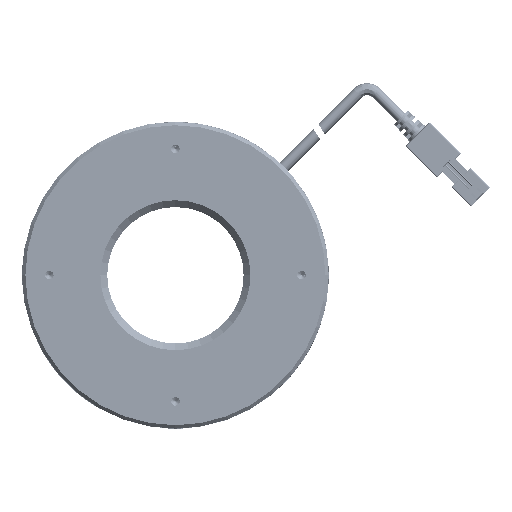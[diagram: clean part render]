
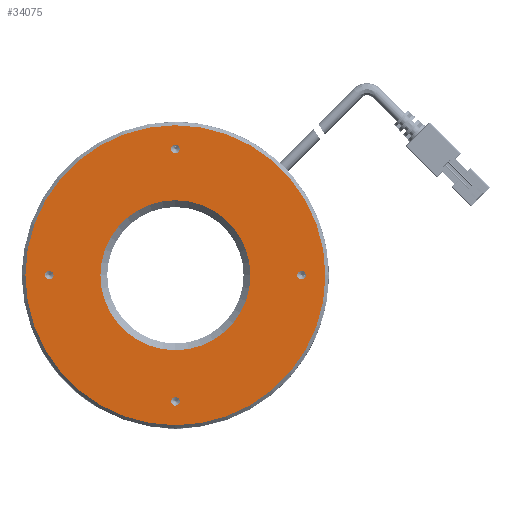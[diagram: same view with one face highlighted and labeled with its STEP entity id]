
A CAD part, front view. The second image highlights one B-rep face of the part: STEP entity #34075.
In plain terms, the highlighted planar face has unit normal (0, -1, 0).
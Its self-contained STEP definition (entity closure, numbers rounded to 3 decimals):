
#682 = DIRECTION ( 'NONE',  ( 0., 1., 0. ) ) ;
#2073 = EDGE_LOOP ( 'NONE', ( #57389, #48888 ) ) ;
#2318 = AXIS2_PLACEMENT_3D ( 'NONE', #179881, #86582, #195572 ) ;
#2855 = ORIENTED_EDGE ( 'NONE', *, *, #74895, .F. ) ;
#3643 = DIRECTION ( 'NONE',  ( 0., -1., 0. ) ) ;
#6174 = CARTESIAN_POINT ( 'NONE',  ( -113.148, 20.94, 1.667 ) ) ;
#6316 = VERTEX_POINT ( 'NONE', #47416 ) ;
#12304 = CARTESIAN_POINT ( 'NONE',  ( -152.648, 20.94, 38.667 ) ) ;
#20318 = CARTESIAN_POINT ( 'NONE',  ( -151.398, 20.94, 38.667 ) ) ;
#20625 = FACE_BOUND ( 'NONE', #177044, .T. ) ;
#21572 = CARTESIAN_POINT ( 'NONE',  ( -94.398, 20.94, 38.667 ) ) ;
#23662 = VERTEX_POINT ( 'NONE', #179755 ) ;
#24738 = VERTEX_POINT ( 'NONE', #106952 ) ;
#26256 = CARTESIAN_POINT ( 'NONE',  ( -77.398, 20.94, 38.667 ) ) ;
#26772 = EDGE_CURVE ( 'NONE', #49863, #86734, #118152, .T. ) ;
#31060 = CARTESIAN_POINT ( 'NONE',  ( -114.398, 20.94, 38.667 ) ) ;
#32382 = CARTESIAN_POINT ( 'NONE',  ( -78.648, 20.94, 38.667 ) ) ;
#34075 = ADVANCED_FACE ( 'NONE', ( #191385, #62121, #66990, #149808, #20625, #145025 ), #161219, .F. ) ;
#36008 = DIRECTION ( 'NONE',  ( 1., 0., 0. ) ) ;
#37258 = DIRECTION ( 'NONE',  ( -1., 0., 0. ) ) ;
#38745 = CIRCLE ( 'NONE', #108077, 1.25 ) ;
#39647 = ORIENTED_EDGE ( 'NONE', *, *, #26772, .F. ) ;
#39810 = AXIS2_PLACEMENT_3D ( 'NONE', #94070, #682, #109638 ) ;
#41702 = DIRECTION ( 'NONE',  ( 0., -1., 0. ) ) ;
#41938 = DIRECTION ( 'NONE',  ( 1., 0., 0. ) ) ;
#45745 = CARTESIAN_POINT ( 'NONE',  ( -114.398, 20.94, 1.667 ) ) ;
#46726 = DIRECTION ( 'NONE',  ( 1., 0., 0. ) ) ;
#47042 = EDGE_CURVE ( 'NONE', #70619, #107701, #75312, .T. ) ;
#47416 = CARTESIAN_POINT ( 'NONE',  ( -115.648, 20.94, 1.667 ) ) ;
#47460 = EDGE_CURVE ( 'NONE', #23662, #65148, #174847, .T. ) ;
#48508 = VERTEX_POINT ( 'NONE', #12304 ) ;
#48888 = ORIENTED_EDGE ( 'NONE', *, *, #121008, .F. ) ;
#49863 = VERTEX_POINT ( 'NONE', #139839 ) ;
#53464 = CIRCLE ( 'NONE', #60343, 1.25 ) ;
#55862 = DIRECTION ( 'NONE',  ( 0., 1., 0. ) ) ;
#56006 = CIRCLE ( 'NONE', #114341, 1.25 ) ;
#56227 = CIRCLE ( 'NONE', #181574, 1.25 ) ;
#57389 = ORIENTED_EDGE ( 'NONE', *, *, #47042, .F. ) ;
#60343 = AXIS2_PLACEMENT_3D ( 'NONE', #134967, #41702, #150684 ) ;
#61459 = DIRECTION ( 'NONE',  ( 1., 0., 0. ) ) ;
#62121 = FACE_BOUND ( 'NONE', #168352, .T. ) ;
#65148 = VERTEX_POINT ( 'NONE', #195386 ) ;
#66990 = FACE_BOUND ( 'NONE', #194894, .T. ) ;
#67132 = EDGE_CURVE ( 'NONE', #87420, #6316, #56006, .T. ) ;
#67821 = AXIS2_PLACEMENT_3D ( 'NONE', #21572, #130573, #37258 ) ;
#69766 = ORIENTED_EDGE ( 'NONE', *, *, #76903, .F. ) ;
#70619 = VERTEX_POINT ( 'NONE', #113026 ) ;
#73227 = CARTESIAN_POINT ( 'NONE',  ( -114.398, 20.94, 1.667 ) ) ;
#74771 = DIRECTION ( 'NONE',  ( 0., -1., 0. ) ) ;
#74895 = EDGE_CURVE ( 'NONE', #179185, #48508, #53464, .T. ) ;
#75312 = CIRCLE ( 'NONE', #39810, 44. ) ;
#76614 = EDGE_LOOP ( 'NONE', ( #198348, #106194 ) ) ;
#76903 = EDGE_CURVE ( 'NONE', #48508, #179185, #56227, .T. ) ;
#81686 = EDGE_CURVE ( 'NONE', #6316, #87420, #88623, .T. ) ;
#82147 = CARTESIAN_POINT ( 'NONE',  ( -114.398, 20.94, 75.667 ) ) ;
#86582 = DIRECTION ( 'NONE',  ( 0., -1., 0. ) ) ;
#86734 = VERTEX_POINT ( 'NONE', #32382 ) ;
#87420 = VERTEX_POINT ( 'NONE', #6174 ) ;
#88623 = CIRCLE ( 'NONE', #121575, 1.25 ) ;
#88895 = DIRECTION ( 'NONE',  ( 1., 0., 0. ) ) ;
#89433 = ORIENTED_EDGE ( 'NONE', *, *, #178431, .F. ) ;
#91122 = CARTESIAN_POINT ( 'NONE',  ( -70.398, 20.94, 38.667 ) ) ;
#94070 = CARTESIAN_POINT ( 'NONE',  ( -114.398, 20.94, 38.667 ) ) ;
#97040 = CARTESIAN_POINT ( 'NONE',  ( -77.398, 20.94, 38.667 ) ) ;
#97836 = DIRECTION ( 'NONE',  ( 1., 0., 0. ) ) ;
#98572 = ORIENTED_EDGE ( 'NONE', *, *, #148527, .F. ) ;
#106194 = ORIENTED_EDGE ( 'NONE', *, *, #81686, .F. ) ;
#106952 = CARTESIAN_POINT ( 'NONE',  ( -136.398, 20.94, 38.667 ) ) ;
#107701 = VERTEX_POINT ( 'NONE', #91122 ) ;
#108077 = AXIS2_PLACEMENT_3D ( 'NONE', #82147, #191185, #97836 ) ;
#109638 = DIRECTION ( 'NONE',  ( -1., 0., 0. ) ) ;
#110828 = ORIENTED_EDGE ( 'NONE', *, *, #47460, .F. ) ;
#111586 = VERTEX_POINT ( 'NONE', #177073 ) ;
#111755 = AXIS2_PLACEMENT_3D ( 'NONE', #168025, #74771, #183784 ) ;
#112602 = DIRECTION ( 'NONE',  ( 1., 0., 0. ) ) ;
#113026 = CARTESIAN_POINT ( 'NONE',  ( -158.398, 20.94, 38.667 ) ) ;
#113336 = CIRCLE ( 'NONE', #187631, 1.25 ) ;
#113965 = EDGE_CURVE ( 'NONE', #86734, #49863, #113336, .T. ) ;
#114341 = AXIS2_PLACEMENT_3D ( 'NONE', #73227, #182183, #88895 ) ;
#115815 = CARTESIAN_POINT ( 'NONE',  ( -150.148, 20.94, 38.667 ) ) ;
#116943 = AXIS2_PLACEMENT_3D ( 'NONE', #31060, #140015, #46726 ) ;
#117407 = EDGE_LOOP ( 'NONE', ( #39647, #117775 ) ) ;
#117775 = ORIENTED_EDGE ( 'NONE', *, *, #113965, .F. ) ;
#118152 = CIRCLE ( 'NONE', #131942, 1.25 ) ;
#121008 = EDGE_CURVE ( 'NONE', #107701, #70619, #162335, .T. ) ;
#121575 = AXIS2_PLACEMENT_3D ( 'NONE', #45745, #154737, #61459 ) ;
#126774 = ORIENTED_EDGE ( 'NONE', *, *, #169122, .F. ) ;
#129313 = DIRECTION ( 'NONE',  ( 0., -1., 0. ) ) ;
#130573 = DIRECTION ( 'NONE',  ( 0., 1., 0. ) ) ;
#131942 = AXIS2_PLACEMENT_3D ( 'NONE', #97040, #3643, #112602 ) ;
#134967 = CARTESIAN_POINT ( 'NONE',  ( -151.398, 20.94, 38.667 ) ) ;
#135216 = DIRECTION ( 'NONE',  ( 0., -1., 0. ) ) ;
#139839 = CARTESIAN_POINT ( 'NONE',  ( -76.148, 20.94, 38.667 ) ) ;
#140015 = DIRECTION ( 'NONE',  ( 0., -1., 0. ) ) ;
#144763 = CIRCLE ( 'NONE', #116943, 22. ) ;
#145025 = FACE_OUTER_BOUND ( 'NONE', #2073, .T. ) ;
#148527 = EDGE_CURVE ( 'NONE', #111586, #24738, #167186, .T. ) ;
#149204 = CARTESIAN_POINT ( 'NONE',  ( -114.398, 20.94, 38.667 ) ) ;
#149808 = FACE_BOUND ( 'NONE', #117407, .T. ) ;
#150684 = DIRECTION ( 'NONE',  ( 1., 0., 0. ) ) ;
#154737 = DIRECTION ( 'NONE',  ( 0., -1., 0. ) ) ;
#161219 = PLANE ( 'NONE',  #67821 ) ;
#162335 = CIRCLE ( 'NONE', #198495, 44. ) ;
#164831 = DIRECTION ( 'NONE',  ( -1., 0., 0. ) ) ;
#167186 = CIRCLE ( 'NONE', #2318, 22. ) ;
#168025 = CARTESIAN_POINT ( 'NONE',  ( -114.398, 20.94, 75.667 ) ) ;
#168352 = EDGE_LOOP ( 'NONE', ( #2855, #69766 ) ) ;
#169122 = EDGE_CURVE ( 'NONE', #65148, #23662, #38745, .T. ) ;
#174847 = CIRCLE ( 'NONE', #111755, 1.25 ) ;
#177044 = EDGE_LOOP ( 'NONE', ( #98572, #89433 ) ) ;
#177073 = CARTESIAN_POINT ( 'NONE',  ( -92.398, 20.94, 38.667 ) ) ;
#178431 = EDGE_CURVE ( 'NONE', #24738, #111586, #144763, .T. ) ;
#179185 = VERTEX_POINT ( 'NONE', #115815 ) ;
#179755 = CARTESIAN_POINT ( 'NONE',  ( -115.648, 20.94, 75.667 ) ) ;
#179881 = CARTESIAN_POINT ( 'NONE',  ( -114.398, 20.94, 38.667 ) ) ;
#181574 = AXIS2_PLACEMENT_3D ( 'NONE', #20318, #129313, #36008 ) ;
#182183 = DIRECTION ( 'NONE',  ( 0., -1., 0. ) ) ;
#183784 = DIRECTION ( 'NONE',  ( 1., 0., 0. ) ) ;
#187631 = AXIS2_PLACEMENT_3D ( 'NONE', #26256, #135216, #41938 ) ;
#191185 = DIRECTION ( 'NONE',  ( 0., -1., 0. ) ) ;
#191385 = FACE_BOUND ( 'NONE', #76614, .T. ) ;
#194894 = EDGE_LOOP ( 'NONE', ( #126774, #110828 ) ) ;
#195386 = CARTESIAN_POINT ( 'NONE',  ( -113.148, 20.94, 75.667 ) ) ;
#195572 = DIRECTION ( 'NONE',  ( 1., 0., 0. ) ) ;
#198348 = ORIENTED_EDGE ( 'NONE', *, *, #67132, .F. ) ;
#198495 = AXIS2_PLACEMENT_3D ( 'NONE', #149204, #55862, #164831 ) ;
